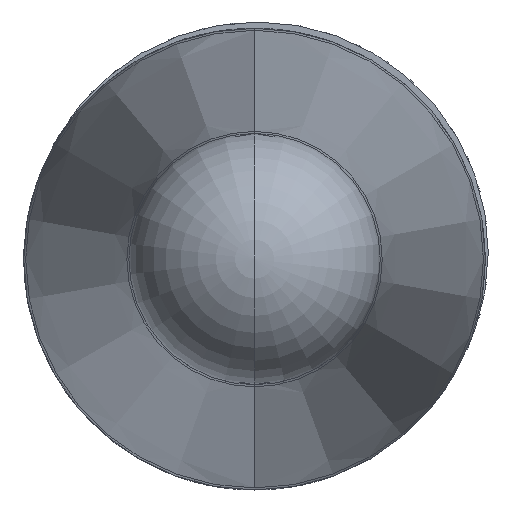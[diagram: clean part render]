
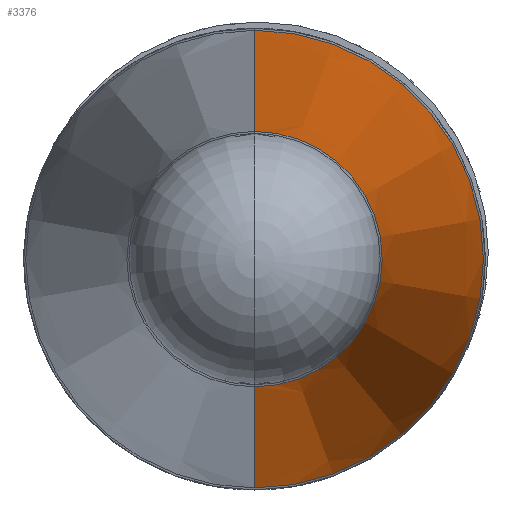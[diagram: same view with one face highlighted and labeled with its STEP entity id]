
A CAD part, left-side view. The second image highlights one B-rep face of the part: STEP entity #3376.
In plain terms, the highlighted conical face has half-angle 4.709 degrees and reference radius 4.91 mm.
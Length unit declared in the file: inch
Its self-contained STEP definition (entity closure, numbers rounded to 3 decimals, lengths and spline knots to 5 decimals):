
#596 = CIRCLE ( 'NONE', #10457, 0.19329 ) ;
#623 = VERTEX_POINT ( 'NONE', #12148 ) ;
#882 = DIRECTION ( 'NONE',  ( 0., 0., 1. ) ) ;
#1316 = AXIS2_PLACEMENT_3D ( 'NONE', #7711, #2253, #6649 ) ;
#1660 = CARTESIAN_POINT ( 'NONE',  ( -3.47006, 0., 0.12452 ) ) ;
#2253 = DIRECTION ( 'NONE',  ( -1., 0., 0. ) ) ;
#2798 = ORIENTED_EDGE ( 'NONE', *, *, #9785, .T. ) ;
#2966 = DIRECTION ( 'NONE',  ( 0.997, 0., -0.082 ) ) ;
#3104 = VECTOR ( 'NONE', #10104, 39.37008 ) ;
#3376 = ADVANCED_FACE ( 'NONE', ( #11307 ), #10633, .T. ) ;
#3609 = CARTESIAN_POINT ( 'NONE',  ( -4.50731, 0., -0.17661 ) ) ;
#4438 = EDGE_CURVE ( 'NONE', #10245, #8854, #13281, .T. ) ;
#4538 = CARTESIAN_POINT ( 'NONE',  ( -3.47006, 0., 0.12452 ) ) ;
#5183 = ORIENTED_EDGE ( 'NONE', *, *, #7900, .T. ) ;
#6141 = VERTEX_POINT ( 'NONE', #3609 ) ;
#6185 = CARTESIAN_POINT ( 'NONE',  ( -3.47006, 0., -0.26206 ) ) ;
#6649 = DIRECTION ( 'NONE',  ( 0., 0., 1. ) ) ;
#6823 = DIRECTION ( 'NONE',  ( 1., 0., 0. ) ) ;
#7190 = ORIENTED_EDGE ( 'NONE', *, *, #9074, .F. ) ;
#7431 = DIRECTION ( 'NONE',  ( -1., 0., 0. ) ) ;
#7711 = CARTESIAN_POINT ( 'NONE',  ( -4.50731, 0., -0.06877 ) ) ;
#7900 = EDGE_CURVE ( 'NONE', #623, #8854, #596, .T. ) ;
#8042 = DIRECTION ( 'NONE',  ( 0., 0., -1. ) ) ;
#8670 = VECTOR ( 'NONE', #2966, 39.37008 ) ;
#8854 = VERTEX_POINT ( 'NONE', #1660 ) ;
#9074 = EDGE_CURVE ( 'NONE', #6141, #10245, #12962, .T. ) ;
#9785 = EDGE_CURVE ( 'NONE', #6141, #623, #12571, .T. ) ;
#10104 = DIRECTION ( 'NONE',  ( 0.997, 0., 0.082 ) ) ;
#10171 = AXIS2_PLACEMENT_3D ( 'NONE', #12319, #6823, #8042 ) ;
#10245 = VERTEX_POINT ( 'NONE', #10913 ) ;
#10457 = AXIS2_PLACEMENT_3D ( 'NONE', #10654, #7431, #882 ) ;
#10633 = CONICAL_SURFACE ( 'NONE', #10171, 0.19329, 0.082 ) ;
#10654 = CARTESIAN_POINT ( 'NONE',  ( -3.47006, 0., -0.06877 ) ) ;
#10913 = CARTESIAN_POINT ( 'NONE',  ( -4.50731, 0., 0.03907 ) ) ;
#11307 = FACE_OUTER_BOUND ( 'NONE', #12886, .T. ) ;
#12148 = CARTESIAN_POINT ( 'NONE',  ( -3.47006, 0., -0.26206 ) ) ;
#12319 = CARTESIAN_POINT ( 'NONE',  ( -3.47006, 0., -0.06877 ) ) ;
#12571 = LINE ( 'NONE', #6185, #8670 ) ;
#12809 = ORIENTED_EDGE ( 'NONE', *, *, #4438, .F. ) ;
#12886 = EDGE_LOOP ( 'NONE', ( #12809, #7190, #2798, #5183 ) ) ;
#12962 = CIRCLE ( 'NONE', #1316, 0.10784 ) ;
#13281 = LINE ( 'NONE', #4538, #3104 ) ;
